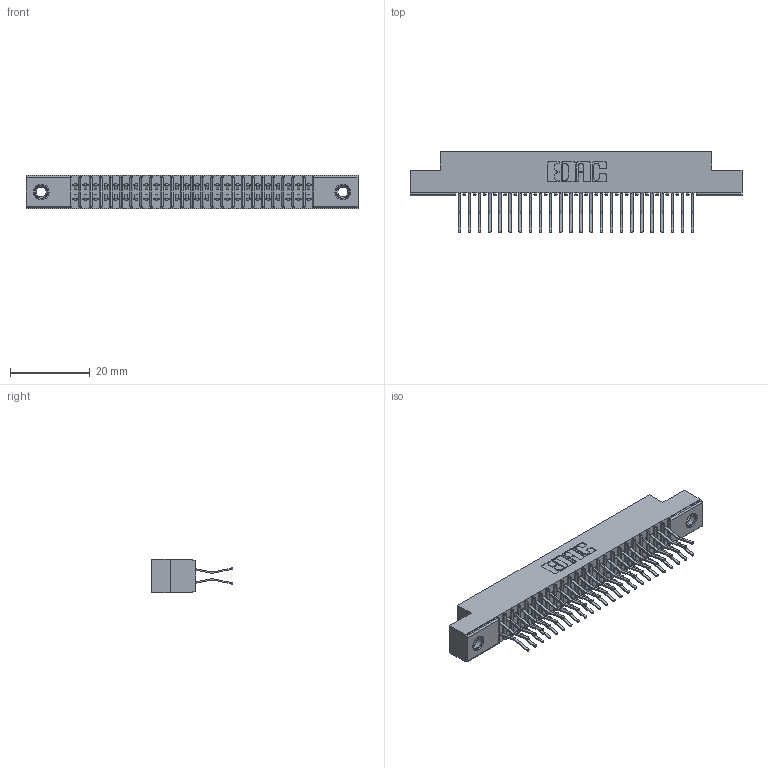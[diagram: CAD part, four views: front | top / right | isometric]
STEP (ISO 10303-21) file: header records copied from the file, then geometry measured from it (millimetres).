
FILE_DESCRIPTION (( 'STEP AP203' ), '1' );
FILE_NAME ('391-048-560-207.STEP', '2018-08-09T04:32:30', ( '' ), ( '' ), 'SwSTEP 2.0', 'SolidWorks 2016', '' );
FILE_SCHEMA (( 'CONFIG_CONTROL_DESIGN' ));
Length unit declared in the file: inch
Products named in the file (4): 345-250-001_345-250-005-103; 391-048-560-207; 341 Part_.156 (3.96) Dia Mounting Holes; 341-292-001_341-292-160
Assembly tree (51 placements, depth 2):
  391-048-560-207
    341 Part_.156 (3.96) Dia Mounting Holes
    341-292-001_341-292-160  x48
    345-250-001_345-250-005-103  x2
Bounding box: 83.19 x 20.37 x 8.38 mm (x, y, z)
Volume: 4764.5 mm3; surface area: 10426.4 mm2
Topology: 51 solids, 51 shells, 3536 faces, 10220 edges, 6626 vertices
Faces by surface type: plane 2020, cylinder 1404, sphere 50, torus 50, cone 12
Entity records: 32768 total; most frequent: CARTESIAN_POINT 5431, ORIENTED_EDGE 5388, DIRECTION 5298, EDGE_CURVE 2694, VECTOR 2148, LINE 2148, VERTEX_POINT 1708, AXIS2_PLACEMENT_3D 1575
